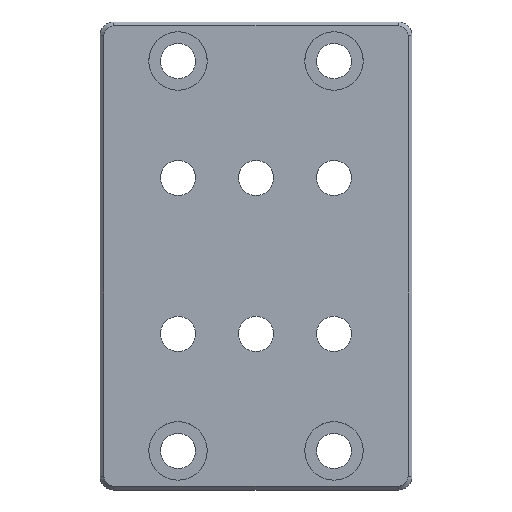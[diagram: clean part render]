
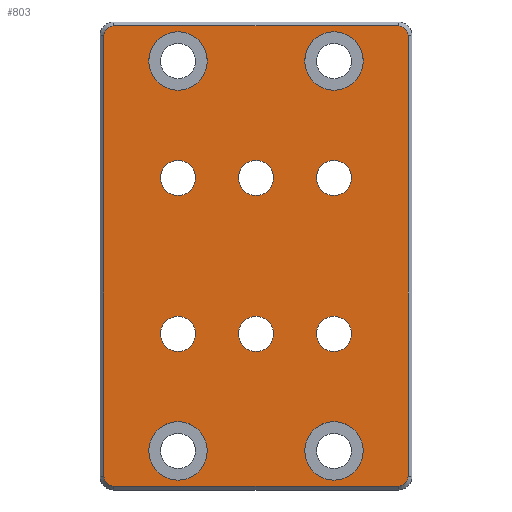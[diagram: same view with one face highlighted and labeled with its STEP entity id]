
A CAD part, top view. The second image highlights one B-rep face of the part: STEP entity #803.
In plain terms, the highlighted planar face has unit normal (0, 0, 1).
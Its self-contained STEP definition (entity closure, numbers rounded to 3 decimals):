
#25=FACE_BOUND('',#244,.T.);
#26=FACE_BOUND('',#245,.T.);
#27=FACE_BOUND('',#246,.T.);
#28=FACE_BOUND('',#247,.T.);
#29=FACE_BOUND('',#248,.T.);
#30=FACE_BOUND('',#249,.T.);
#31=FACE_BOUND('',#250,.T.);
#32=FACE_BOUND('',#251,.T.);
#33=FACE_BOUND('',#252,.T.);
#34=FACE_BOUND('',#253,.T.);
#109=CIRCLE('',#872,2.5);
#111=CIRCLE('',#875,2.5);
#112=CIRCLE('',#879,2.5);
#114=CIRCLE('',#882,2.5);
#115=CIRCLE('',#888,7.5);
#116=CIRCLE('',#889,7.5);
#117=CIRCLE('',#890,7.5);
#118=CIRCLE('',#891,7.5);
#119=CIRCLE('',#892,4.5);
#120=CIRCLE('',#893,4.5);
#121=CIRCLE('',#894,4.5);
#122=CIRCLE('',#895,4.5);
#123=CIRCLE('',#896,4.5);
#124=CIRCLE('',#897,4.5);
#177=FACE_OUTER_BOUND('',#243,.T.);
#243=EDGE_LOOP('',(#673,#674,#675,#676,#677,#678,#679,#680));
#244=EDGE_LOOP('',(#681));
#245=EDGE_LOOP('',(#682));
#246=EDGE_LOOP('',(#683));
#247=EDGE_LOOP('',(#684));
#248=EDGE_LOOP('',(#685));
#249=EDGE_LOOP('',(#686));
#250=EDGE_LOOP('',(#687));
#251=EDGE_LOOP('',(#688));
#252=EDGE_LOOP('',(#689));
#253=EDGE_LOOP('',(#690));
#339=LINE('',#1307,#379);
#344=LINE('',#1323,#384);
#347=LINE('',#1328,#387);
#351=LINE('',#1341,#391);
#379=VECTOR('',#1043,73.);
#384=VECTOR('',#1060,113.);
#387=VECTOR('',#1065,113.);
#391=VECTOR('',#1081,73.);
#426=VERTEX_POINT('',#1304);
#427=VERTEX_POINT('',#1306);
#429=VERTEX_POINT('',#1311);
#430=VERTEX_POINT('',#1316);
#432=VERTEX_POINT('',#1321);
#433=VERTEX_POINT('',#1326);
#435=VERTEX_POINT('',#1331);
#436=VERTEX_POINT('',#1336);
#437=VERTEX_POINT('',#1349);
#438=VERTEX_POINT('',#1351);
#439=VERTEX_POINT('',#1353);
#440=VERTEX_POINT('',#1355);
#441=VERTEX_POINT('',#1357);
#442=VERTEX_POINT('',#1359);
#443=VERTEX_POINT('',#1361);
#444=VERTEX_POINT('',#1363);
#445=VERTEX_POINT('',#1365);
#446=VERTEX_POINT('',#1367);
#511=EDGE_CURVE('',#426,#427,#339,.T.);
#514=EDGE_CURVE('',#429,#426,#109,.T.);
#517=EDGE_CURVE('',#427,#430,#111,.T.);
#519=EDGE_CURVE('',#432,#429,#344,.T.);
#522=EDGE_CURVE('',#430,#433,#347,.T.);
#524=EDGE_CURVE('',#435,#432,#112,.T.);
#527=EDGE_CURVE('',#433,#436,#114,.T.);
#529=EDGE_CURVE('',#436,#435,#351,.T.);
#533=EDGE_CURVE('',#437,#437,#115,.T.);
#534=EDGE_CURVE('',#438,#438,#116,.T.);
#535=EDGE_CURVE('',#439,#439,#117,.T.);
#536=EDGE_CURVE('',#440,#440,#118,.T.);
#537=EDGE_CURVE('',#441,#441,#119,.T.);
#538=EDGE_CURVE('',#442,#442,#120,.T.);
#539=EDGE_CURVE('',#443,#443,#121,.T.);
#540=EDGE_CURVE('',#444,#444,#122,.T.);
#541=EDGE_CURVE('',#445,#445,#123,.T.);
#542=EDGE_CURVE('',#446,#446,#124,.T.);
#673=ORIENTED_EDGE('',*,*,#511,.F.);
#674=ORIENTED_EDGE('',*,*,#514,.F.);
#675=ORIENTED_EDGE('',*,*,#519,.F.);
#676=ORIENTED_EDGE('',*,*,#524,.F.);
#677=ORIENTED_EDGE('',*,*,#529,.F.);
#678=ORIENTED_EDGE('',*,*,#527,.F.);
#679=ORIENTED_EDGE('',*,*,#522,.F.);
#680=ORIENTED_EDGE('',*,*,#517,.F.);
#681=ORIENTED_EDGE('',*,*,#533,.T.);
#682=ORIENTED_EDGE('',*,*,#534,.T.);
#683=ORIENTED_EDGE('',*,*,#535,.T.);
#684=ORIENTED_EDGE('',*,*,#536,.T.);
#685=ORIENTED_EDGE('',*,*,#537,.T.);
#686=ORIENTED_EDGE('',*,*,#538,.T.);
#687=ORIENTED_EDGE('',*,*,#539,.T.);
#688=ORIENTED_EDGE('',*,*,#540,.T.);
#689=ORIENTED_EDGE('',*,*,#541,.T.);
#690=ORIENTED_EDGE('',*,*,#542,.T.);
#767=PLANE('',#887);
#803=ADVANCED_FACE('',(#177,#25,#26,#27,#28,#29,#30,#31,#32,#33,#34),#767,
 .T.);
#872=AXIS2_PLACEMENT_3D('',#1313,#1048,#1049);
#875=AXIS2_PLACEMENT_3D('',#1318,#1055,#1056);
#879=AXIS2_PLACEMENT_3D('',#1333,#1069,#1070);
#882=AXIS2_PLACEMENT_3D('',#1338,#1076,#1077);
#887=AXIS2_PLACEMENT_3D('',#1348,#1091,#1092);
#888=AXIS2_PLACEMENT_3D('',#1350,#1093,#1094);
#889=AXIS2_PLACEMENT_3D('',#1352,#1095,#1096);
#890=AXIS2_PLACEMENT_3D('',#1354,#1097,#1098);
#891=AXIS2_PLACEMENT_3D('',#1356,#1099,#1100);
#892=AXIS2_PLACEMENT_3D('',#1358,#1101,#1102);
#893=AXIS2_PLACEMENT_3D('',#1360,#1103,#1104);
#894=AXIS2_PLACEMENT_3D('',#1362,#1105,#1106);
#895=AXIS2_PLACEMENT_3D('',#1364,#1107,#1108);
#896=AXIS2_PLACEMENT_3D('',#1366,#1109,#1110);
#897=AXIS2_PLACEMENT_3D('',#1368,#1111,#1112);
#1043=DIRECTION('',(-1.,0.,0.));
#1048=DIRECTION('center_axis',(0.,0.,-1.));
#1049=DIRECTION('ref_axis',(0.707,-0.707,0.));
#1055=DIRECTION('center_axis',(0.,0.,-1.));
#1056=DIRECTION('ref_axis',(-0.707,-0.707,0.));
#1060=DIRECTION('',(0.,-1.,0.));
#1065=DIRECTION('',(0.,1.,0.));
#1069=DIRECTION('center_axis',(0.,0.,-1.));
#1070=DIRECTION('ref_axis',(0.707,0.707,0.));
#1076=DIRECTION('center_axis',(0.,0.,-1.));
#1077=DIRECTION('ref_axis',(-0.707,0.707,0.));
#1081=DIRECTION('',(1.,0.,0.));
#1091=DIRECTION('center_axis',(0.,0.,1.));
#1092=DIRECTION('ref_axis',(1.,0.,0.));
#1093=DIRECTION('center_axis',(0.,0.,-1.));
#1094=DIRECTION('ref_axis',(1.,0.,0.));
#1095=DIRECTION('center_axis',(0.,0.,-1.));
#1096=DIRECTION('ref_axis',(1.,0.,0.));
#1097=DIRECTION('center_axis',(0.,0.,-1.));
#1098=DIRECTION('ref_axis',(1.,0.,0.));
#1099=DIRECTION('center_axis',(0.,0.,-1.));
#1100=DIRECTION('ref_axis',(1.,0.,0.));
#1101=DIRECTION('center_axis',(0.,0.,-1.));
#1102=DIRECTION('ref_axis',(-1.,0.,0.));
#1103=DIRECTION('center_axis',(0.,0.,-1.));
#1104=DIRECTION('ref_axis',(-1.,0.,0.));
#1105=DIRECTION('center_axis',(0.,0.,-1.));
#1106=DIRECTION('ref_axis',(-1.,0.,0.));
#1107=DIRECTION('center_axis',(0.,0.,-1.));
#1108=DIRECTION('ref_axis',(-1.,0.,0.));
#1109=DIRECTION('center_axis',(0.,0.,-1.));
#1110=DIRECTION('ref_axis',(-1.,0.,0.));
#1111=DIRECTION('center_axis',(0.,0.,-1.));
#1112=DIRECTION('ref_axis',(-1.,0.,0.));
#1304=CARTESIAN_POINT('',(36.5,-59.,7.5));
#1306=CARTESIAN_POINT('',(-36.5,-59.,7.5));
#1307=CARTESIAN_POINT('',(20.,-59.,7.5));
#1311=CARTESIAN_POINT('',(39.,-56.5,7.5));
#1313=CARTESIAN_POINT('Origin',(36.5,-56.5,7.5));
#1316=CARTESIAN_POINT('',(-39.,-56.5,7.5));
#1318=CARTESIAN_POINT('Origin',(-36.5,-56.5,7.5));
#1321=CARTESIAN_POINT('',(39.,56.5,7.5));
#1323=CARTESIAN_POINT('',(39.,30.,7.5));
#1326=CARTESIAN_POINT('',(-39.,56.5,7.5));
#1328=CARTESIAN_POINT('',(-39.,-30.,7.5));
#1331=CARTESIAN_POINT('',(36.5,59.,7.5));
#1333=CARTESIAN_POINT('Origin',(36.5,56.5,7.5));
#1336=CARTESIAN_POINT('',(-36.5,59.,7.5));
#1338=CARTESIAN_POINT('Origin',(-36.5,56.5,7.5));
#1341=CARTESIAN_POINT('',(-20.,59.,7.5));
#1348=CARTESIAN_POINT('Origin',(0.,0.,
7.5));
#1349=CARTESIAN_POINT('',(27.5,-50.,7.5));
#1350=CARTESIAN_POINT('Origin',(20.,-50.,7.5));
#1351=CARTESIAN_POINT('',(27.5,50.,7.5));
#1352=CARTESIAN_POINT('Origin',(20.,50.,7.5));
#1353=CARTESIAN_POINT('',(-12.5,50.,7.5));
#1354=CARTESIAN_POINT('Origin',(-20.,50.,7.5));
#1355=CARTESIAN_POINT('',(-12.5,-50.,7.5));
#1356=CARTESIAN_POINT('Origin',(-20.,-50.,7.5));
#1357=CARTESIAN_POINT('',(24.5,-20.,7.5));
#1358=CARTESIAN_POINT('Origin',(20.,-20.,7.5));
#1359=CARTESIAN_POINT('',(-15.5,-20.,7.5));
#1360=CARTESIAN_POINT('Origin',(-20.,-20.,7.5));
#1361=CARTESIAN_POINT('',(4.5,20.,7.5));
#1362=CARTESIAN_POINT('Origin',(0.,20.,7.5));
#1363=CARTESIAN_POINT('',(-15.5,20.,7.5));
#1364=CARTESIAN_POINT('Origin',(-20.,20.,7.5));
#1365=CARTESIAN_POINT('',(24.5,20.,7.5));
#1366=CARTESIAN_POINT('Origin',(20.,20.,7.5));
#1367=CARTESIAN_POINT('',(4.5,-20.,7.5));
#1368=CARTESIAN_POINT('Origin',(0.,-20.,7.5));
